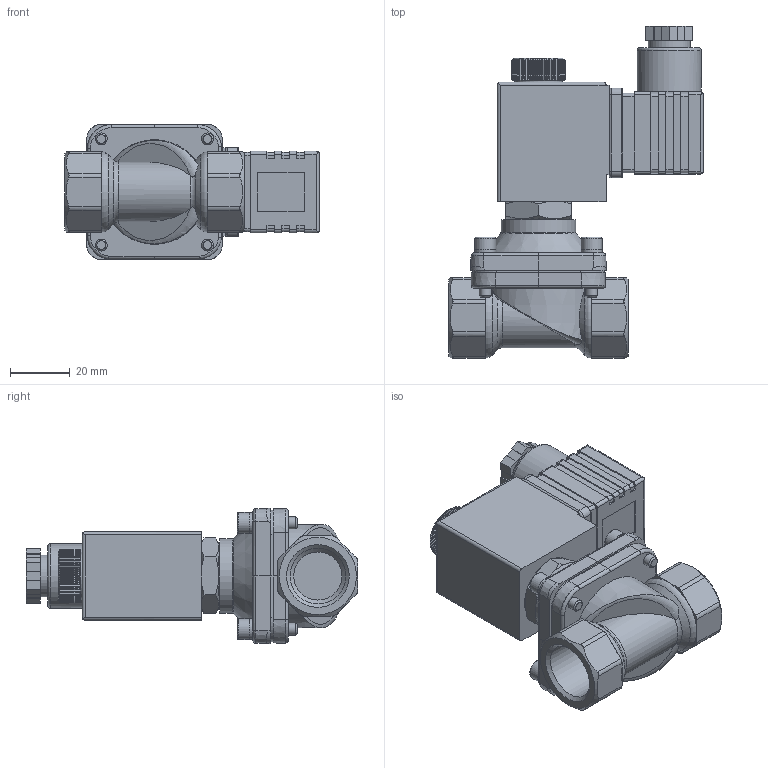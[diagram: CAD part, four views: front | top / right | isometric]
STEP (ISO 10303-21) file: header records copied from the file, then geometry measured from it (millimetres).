
FILE_DESCRIPTION((''),'2;1');
FILE_NAME('EZ1A16P015D2450.stp','2022-01-21T15:13:32',('RL'),(''),'Autodesk Inventor 2012','Autodesk Inventor 2012','');
FILE_SCHEMA(('AUTOMOTIVE_DESIGN { 1 0 10303 214 1 1 1 1 }'));
Length unit declared in the file: millimetre
Products named in the file (3): EZ1A16P015D24/50; EZ1A16P015D2450; GDA09
Assembly tree (2 placements, depth 2):
  EZ1A16P015D24/50
    EZ1A16P015D2450
    GDA09
Bounding box: 85.1 x 110.95 x 45.39 mm (x, y, z)
Volume: 124466.2 mm3; surface area: 34611 mm2
Topology: 3 solids, 7 shells, 815 faces, 2149 edges, 1405 vertices
Faces by surface type: plane 560, cylinder 189, torus 34, cone 32
Full cylindrical faces by diameter (mm): 1.7 x3, 2.459 x1, 3 x1, 3.2 x1, 4 x8, 4.4 x4, 5 x4, 5.5 x1, 6.6 x2, 6.9 x4, 7 x9, 8.5 x1, 10.5 x1, 11.917 x1, 14 x1, 16 x1, 16.1 x2, 18 x1, 18.631 x2, 21.5 x1, 21.8 x1, 22 x1, 23.1 x1, 25 x1
Entity records: 25512 total; most frequent: CARTESIAN_POINT 5957, ORIENTED_EDGE 4122, DIRECTION 3643, EDGE_CURVE 2061, VERTEX_POINT 1394, AXIS2_PLACEMENT_3D 1259, VECTOR 1125, LINE 1125
